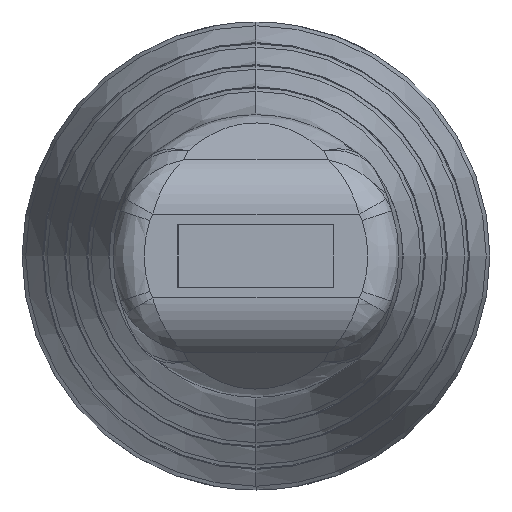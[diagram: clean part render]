
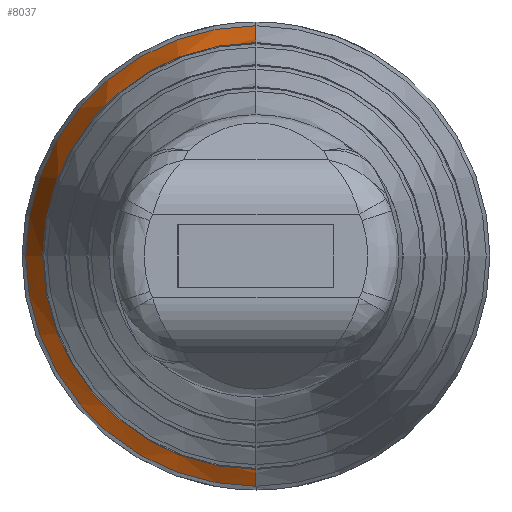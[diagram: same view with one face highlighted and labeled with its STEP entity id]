
A CAD part, left-side view. The second image highlights one B-rep face of the part: STEP entity #8037.
In plain terms, the highlighted free-form (B-spline) face has degree [2, 2] with [3, 5] control points.
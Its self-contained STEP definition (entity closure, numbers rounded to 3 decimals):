
#7921=CARTESIAN_POINT('',(56.908,0.0,13.246));
#7922=VERTEX_POINT('',#7921);
#7930=CARTESIAN_POINT('',(56.908,0.,-13.246));
#7931=VERTEX_POINT('',#7930);
#7932=CARTESIAN_POINT('',(56.908,0.0,0.0));
#7933=DIRECTION('',(-1.0,0.0,0.0));
#7934=DIRECTION('',(0.0,0.0,1.0));
#7935=AXIS2_PLACEMENT_3D('',#7932,#7933,#7934);
#7936=CIRCLE('',#7935,13.246);
#7937=EDGE_CURVE('',#7922,#7931,#7936,.T.);
#7986=CARTESIAN_POINT('',(56.908,0.0,-13.246));
#7987=CARTESIAN_POINT('',(61.321,0.0,-13.246));
#7988=CARTESIAN_POINT('',(65.467,0.0,-14.757));
#7989=CARTESIAN_POINT('',(56.908,13.246,-13.246));
#7990=CARTESIAN_POINT('',(61.321,13.246,-13.246));
#7991=CARTESIAN_POINT('',(65.467,14.757,-14.757));
#7992=CARTESIAN_POINT('',(56.908,13.246,0.0));
#7993=CARTESIAN_POINT('',(61.321,13.246,0.0));
#7994=CARTESIAN_POINT('',(65.467,14.757,0.0));
#7995=CARTESIAN_POINT('',(56.908,13.246,13.246));
#7996=CARTESIAN_POINT('',(61.321,13.246,13.246));
#7997=CARTESIAN_POINT('',(65.467,14.757,14.757));
#7998=CARTESIAN_POINT('',(56.908,0.0,13.246));
#7999=CARTESIAN_POINT('',(61.321,0.0,13.246));
#8000=CARTESIAN_POINT('',(65.467,0.0,14.757));
#8008=(BOUNDED_SURFACE()B_SPLINE_SURFACE(2,2,((#7986,#7989,#7992,#7995,#7998),(#7987,#7990,#7993,#7996,#7999),(#7988,#7991,#7994,#7997,#8000)),.UNSPECIFIED.,.F.,.F.,.U.)B_SPLINE_SURFACE_WITH_KNOTS((3,3),(3,2,3),(0.5,0.558),(0.5,0.75,1.0),.UNSPECIFIED.)GEOMETRIC_REPRESENTATION_ITEM()RATIONAL_B_SPLINE_SURFACE(((1.0,0.707,1.0,0.707,1.0),(0.932,0.659,0.932,0.659,0.932),(0.895,0.633,0.895,0.633,0.895)))REPRESENTATION_ITEM('')SURFACE());
#8009=ORIENTED_EDGE('',*,*,#7937,.F.);
#8010=CARTESIAN_POINT('',(65.467,0.,14.757));
#8011=VERTEX_POINT('',#8010);
#8012=CARTESIAN_POINT('',(56.908,0.0,38.246));
#8013=DIRECTION('',(0.0,-1.0,0.0));
#8014=DIRECTION('',(0.0,0.0,-1.0));
#8015=AXIS2_PLACEMENT_3D('',#8012,#8013,#8014);
#8016=CIRCLE('',#8015,25.);
#8017=EDGE_CURVE('',#7922,#8011,#8016,.T.);
#8018=ORIENTED_EDGE('',*,*,#8017,.T.);
#8019=CARTESIAN_POINT('',(65.467,0.,-14.757));
#8020=VERTEX_POINT('',#8019);
#8021=CARTESIAN_POINT('',(65.467,0.0,0.0));
#8022=DIRECTION('',(-1.0,0.0,0.0));
#8023=DIRECTION('',(0.0,0.0,1.0));
#8024=AXIS2_PLACEMENT_3D('',#8021,#8022,#8023);
#8025=CIRCLE('',#8024,14.757);
#8026=EDGE_CURVE('',#8011,#8020,#8025,.T.);
#8027=ORIENTED_EDGE('',*,*,#8026,.T.);
#8028=CARTESIAN_POINT('',(56.908,0.,-38.246));
#8029=DIRECTION('',(0.0,1.0,0.0));
#8030=DIRECTION('',(0.0,0.0,1.0));
#8031=AXIS2_PLACEMENT_3D('',#8028,#8029,#8030);
#8032=CIRCLE('',#8031,25.);
#8033=EDGE_CURVE('',#7931,#8020,#8032,.T.);
#8034=ORIENTED_EDGE('',*,*,#8033,.F.);
#8035=EDGE_LOOP('',(#8009,#8018,#8027,#8034));
#8036=FACE_OUTER_BOUND('',#8035,.T.);
#8037=ADVANCED_FACE('',(#8036),#8008,.F.);
